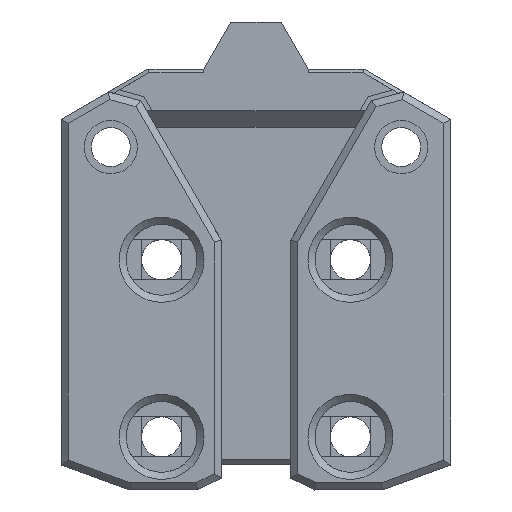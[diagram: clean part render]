
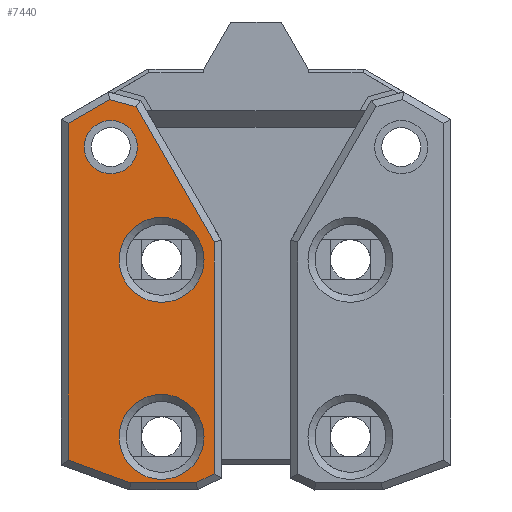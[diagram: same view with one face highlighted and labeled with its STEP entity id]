
A CAD part, front view. The second image highlights one B-rep face of the part: STEP entity #7440.
In plain terms, the highlighted planar face has unit normal (0, -1, 0).
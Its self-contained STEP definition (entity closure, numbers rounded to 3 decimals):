
#198=CIRCLE('',#7903,3.6);
#200=CIRCLE('',#7906,3.6);
#201=CIRCLE('',#7907,2.25);
#431=FACE_BOUND('',#970,.T.);
#432=FACE_BOUND('',#971,.T.);
#433=FACE_BOUND('',#972,.T.);
#542=FACE_OUTER_BOUND('',#969,.T.);
#969=EDGE_LOOP('',(#5166,#5167,#5168,#5169,#5170,#5171,#5172,#5173));
#970=EDGE_LOOP('',(#5174));
#971=EDGE_LOOP('',(#5175));
#972=EDGE_LOOP('',(#5176));
#1391=LINE('',#10762,#2223);
#1406=LINE('',#10791,#2238);
#1407=LINE('',#10794,#2239);
#1530=LINE('',#11102,#2362);
#1531=LINE('',#11104,#2363);
#1532=LINE('',#11106,#2364);
#1533=LINE('',#11108,#2365);
#1534=LINE('',#11109,#2366);
#2223=VECTOR('',#8585,10.);
#2238=VECTOR('',#8606,10.);
#2239=VECTOR('',#8609,10.);
#2362=VECTOR('',#8842,10.);
#2363=VECTOR('',#8843,10.);
#2364=VECTOR('',#8844,10.);
#2365=VECTOR('',#8845,10.);
#2366=VECTOR('',#8846,10.);
#3039=VERTEX_POINT('',#10759);
#3040=VERTEX_POINT('',#10761);
#3051=VERTEX_POINT('',#10789);
#3052=VERTEX_POINT('',#10793);
#3157=VERTEX_POINT('',#11096);
#3158=VERTEX_POINT('',#11101);
#3159=VERTEX_POINT('',#11103);
#3160=VERTEX_POINT('',#11105);
#3161=VERTEX_POINT('',#11107);
#3162=VERTEX_POINT('',#11110);
#3163=VERTEX_POINT('',#11112);
#3760=EDGE_CURVE('',#3039,#3040,#1391,.T.);
#3775=EDGE_CURVE('',#3051,#3039,#1406,.T.);
#3776=EDGE_CURVE('',#3040,#3052,#1407,.T.);
#3917=EDGE_CURVE('',#3157,#3157,#198,.T.);
#3919=EDGE_CURVE('',#3052,#3158,#1530,.T.);
#3920=EDGE_CURVE('',#3159,#3051,#1531,.T.);
#3921=EDGE_CURVE('',#3160,#3159,#1532,.T.);
#3922=EDGE_CURVE('',#3161,#3160,#1533,.T.);
#3923=EDGE_CURVE('',#3158,#3161,#1534,.T.);
#3924=EDGE_CURVE('',#3162,#3162,#200,.T.);
#3925=EDGE_CURVE('',#3163,#3163,#201,.T.);
#5166=ORIENTED_EDGE('',*,*,#3919,.F.);
#5167=ORIENTED_EDGE('',*,*,#3776,.F.);
#5168=ORIENTED_EDGE('',*,*,#3760,.F.);
#5169=ORIENTED_EDGE('',*,*,#3775,.F.);
#5170=ORIENTED_EDGE('',*,*,#3920,.F.);
#5171=ORIENTED_EDGE('',*,*,#3921,.F.);
#5172=ORIENTED_EDGE('',*,*,#3922,.F.);
#5173=ORIENTED_EDGE('',*,*,#3923,.F.);
#5174=ORIENTED_EDGE('',*,*,#3924,.F.);
#5175=ORIENTED_EDGE('',*,*,#3925,.F.);
#5176=ORIENTED_EDGE('',*,*,#3917,.F.);
#7155=PLANE('',#7905);
#7440=ADVANCED_FACE('',(#542,#431,#432,#433),#7155,.T.);
#7903=AXIS2_PLACEMENT_3D('',#11098,#8836,#8837);
#7905=AXIS2_PLACEMENT_3D('',#11100,#8840,#8841);
#7906=AXIS2_PLACEMENT_3D('',#11111,#8847,#8848);
#7907=AXIS2_PLACEMENT_3D('',#11113,#8849,#8850);
#8585=DIRECTION('',(-0.894,0.,-0.447));
#8606=DIRECTION('',(0.,0.,-1.));
#8609=DIRECTION('',(-1.,0.,0.));
#8836=DIRECTION('center_axis',(0.,-1.,0.));
#8837=DIRECTION('ref_axis',(1.,0.,0.));
#8840=DIRECTION('center_axis',(0.,-1.,0.));
#8841=DIRECTION('ref_axis',(1.,0.,0.));
#8842=DIRECTION('',(-0.94,0.,0.342));
#8843=DIRECTION('',(0.5,0.,-0.866));
#8844=DIRECTION('',(0.966,0.,-0.259));
#8845=DIRECTION('',(0.866,0.,0.5));
#8846=DIRECTION('',(0.,0.,1.));
#8847=DIRECTION('center_axis',(0.,-1.,0.));
#8848=DIRECTION('ref_axis',(1.,0.,0.));
#8849=DIRECTION('center_axis',(0.,-1.,0.));
#8850=DIRECTION('ref_axis',(1.,0.,0.));
#10759=CARTESIAN_POINT('',(-3.549,11.361,30.342));
#10761=CARTESIAN_POINT('',(-5.091,11.361,29.571));
#10762=CARTESIAN_POINT('',(0.135,11.361,32.184));
#10789=CARTESIAN_POINT('',(-3.549,11.361,49.988));
#10791=CARTESIAN_POINT('',(-3.549,11.361,37.901));
#10793=CARTESIAN_POINT('',(-10.601,11.361,29.571));
#10794=CARTESIAN_POINT('',(-5.353,11.361,29.571));
#11096=CARTESIAN_POINT('',(-11.599,11.361,33.471));
#11098=CARTESIAN_POINT('Origin',(-7.999,11.361,33.471));
#11100=CARTESIAN_POINT('Origin',(0.001,11.361,45.831));
#11101=CARTESIAN_POINT('',(-15.899,11.361,31.499));
#11102=CARTESIAN_POINT('',(-11.379,11.361,29.854));
#11103=CARTESIAN_POINT('',(-10.162,11.361,61.443));
#11104=CARTESIAN_POINT('',(-1.665,11.361,46.725));
#11105=CARTESIAN_POINT('',(-12.414,11.361,62.046));
#11106=CARTESIAN_POINT('',(-4.032,11.361,59.801));
#11107=CARTESIAN_POINT('',(-15.899,11.361,60.034));
#11108=CARTESIAN_POINT('',(-9.49,11.361,63.735));
#11109=CARTESIAN_POINT('',(-15.899,11.361,42.751));
#11110=CARTESIAN_POINT('',(-11.599,11.361,48.471));
#11111=CARTESIAN_POINT('Origin',(-7.999,11.361,48.471));
#11112=CARTESIAN_POINT('',(-14.549,11.361,58.021));
#11113=CARTESIAN_POINT('Origin',(-12.299,11.361,58.021));
